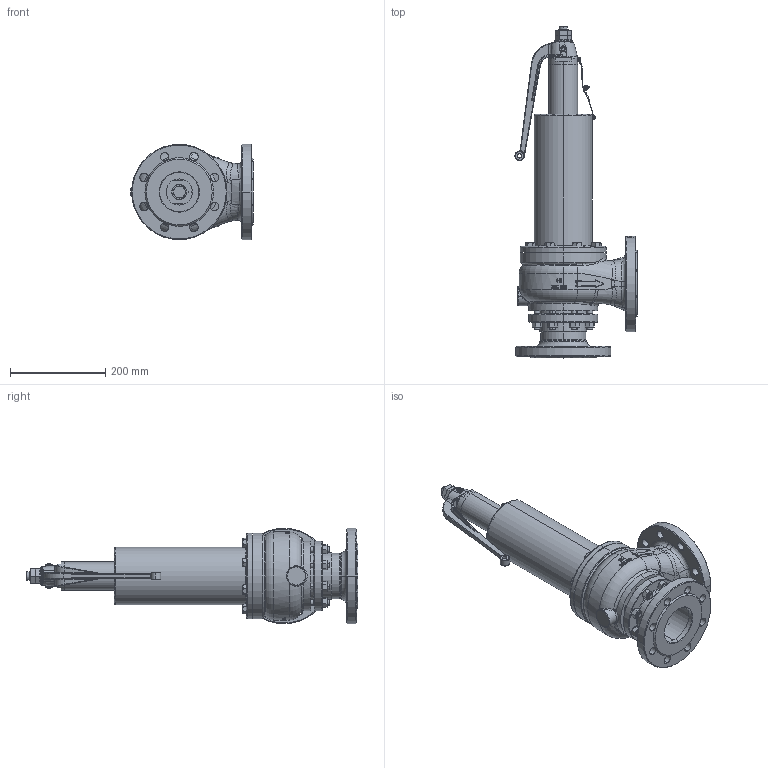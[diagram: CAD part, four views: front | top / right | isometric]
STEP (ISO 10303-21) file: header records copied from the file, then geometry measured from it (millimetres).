
FILE_DESCRIPTION (( 'STEP AP203' ), '1' );
FILE_NAME ('Typ 3 BG IV.STEP', '2017-12-15T08:41:58', ( '' ), ( '' ), 'SwSTEP 2.0', 'SolidWorks 2016', '' );
FILE_SCHEMA (( 'CONFIG_CONTROL_DESIGN' ));
Length unit declared in the file: millimetre
Products named in the file (1): Typ 3 BG IV
Bounding box: 256.65 x 696.5 x 200 mm (x, y, z)
Volume: 2924403.2 mm3; surface area: 824867.8 mm2
Topology: 44 solids, 44 shells, 2279 faces, 5616 edges, 3413 vertices
Faces by surface type: cylinder 627, bspline 546, cone 466, plane 409, torus 223, sphere 8
Entity records: 104479 total; most frequent: CARTESIAN_POINT 55207, ORIENTED_EDGE 11136, DIRECTION 9153, EDGE_CURVE 5568, AXIS2_PLACEMENT_3D 3806, VERTEX_POINT 3409, EDGE_LOOP 2449, FACE_OUTER_BOUND 2275
